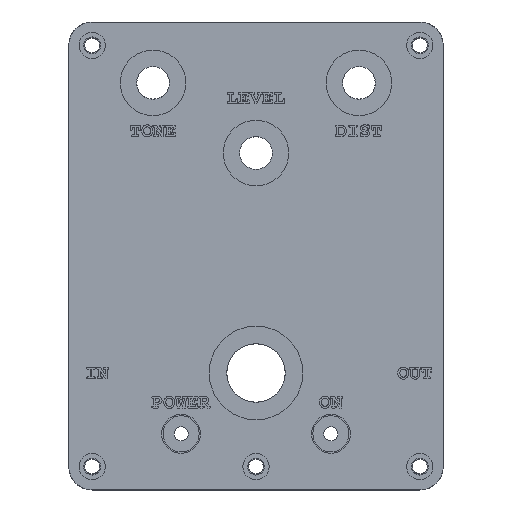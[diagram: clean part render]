
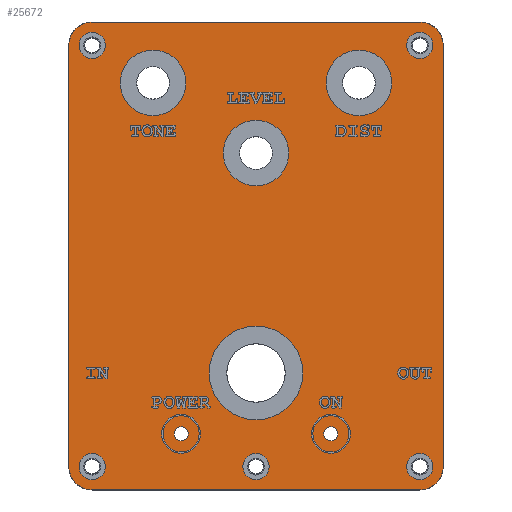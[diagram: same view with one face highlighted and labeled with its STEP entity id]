
A CAD part, top view. The second image highlights one B-rep face of the part: STEP entity #25672.
In plain terms, the highlighted planar face has unit normal (0, 0, 1).
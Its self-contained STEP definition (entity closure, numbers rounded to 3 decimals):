
#25672 = ADVANCED_FACE('',(#25673,#25807,#25818,#25829,#25840,#25851,
    #25862,#25873,#25884,#25895,#25906,#25917),#25928,.T.);
#25673 = FACE_BOUND('',#25674,.F.);
#25674 = EDGE_LOOP('',(#25675,#25686,#25694,#25702,#25710,#25719,#25727,
    #25735,#25743,#25752,#25760,#25768,#25776,#25785,#25793,#25801));
#25675 = ORIENTED_EDGE('',*,*,#25676,.T.);
#25676 = EDGE_CURVE('',#25677,#25679,#25681,.T.);
#25677 = VERTEX_POINT('',#25678);
#25678 = CARTESIAN_POINT('',(0.002,-4.782,1.56));
#25679 = VERTEX_POINT('',#25680);
#25680 = CARTESIAN_POINT('',(4.782,-0.002,1.56));
#25681 = CIRCLE('',#25682,5.002);
#25682 = AXIS2_PLACEMENT_3D('',#25683,#25684,#25685);
#25683 = CARTESIAN_POINT('',(5.,-5.,1.56));
#25684 = DIRECTION('',(0.,0.,-1.));
#25685 = DIRECTION('',(-0.999,0.044,0.));
#25686 = ORIENTED_EDGE('',*,*,#25687,.T.);
#25687 = EDGE_CURVE('',#25679,#25688,#25690,.T.);
#25688 = VERTEX_POINT('',#25689);
#25689 = CARTESIAN_POINT('',(5.,-0.,1.56));
#25690 = LINE('',#25691,#25692);
#25691 = CARTESIAN_POINT('',(4.782,-0.002,1.56));
#25692 = VECTOR('',#25693,1.);
#25693 = DIRECTION('',(1.,0.011,0.));
#25694 = ORIENTED_EDGE('',*,*,#25695,.T.);
#25695 = EDGE_CURVE('',#25688,#25696,#25698,.T.);
#25696 = VERTEX_POINT('',#25697);
#25697 = CARTESIAN_POINT('',(75.,-0.,1.56));
#25698 = LINE('',#25699,#25700);
#25699 = CARTESIAN_POINT('',(5.,-0.,1.56));
#25700 = VECTOR('',#25701,1.);
#25701 = DIRECTION('',(1.,0.,0.));
#25702 = ORIENTED_EDGE('',*,*,#25703,.T.);
#25703 = EDGE_CURVE('',#25696,#25704,#25706,.T.);
#25704 = VERTEX_POINT('',#25705);
#25705 = CARTESIAN_POINT('',(75.218,-0.002,1.56));
#25706 = LINE('',#25707,#25708);
#25707 = CARTESIAN_POINT('',(75.,-0.,1.56));
#25708 = VECTOR('',#25709,1.);
#25709 = DIRECTION('',(1.,-0.011,0.));
#25710 = ORIENTED_EDGE('',*,*,#25711,.T.);
#25711 = EDGE_CURVE('',#25704,#25712,#25714,.T.);
#25712 = VERTEX_POINT('',#25713);
#25713 = CARTESIAN_POINT('',(79.998,-4.782,1.56));
#25714 = CIRCLE('',#25715,5.002);
#25715 = AXIS2_PLACEMENT_3D('',#25716,#25717,#25718);
#25716 = CARTESIAN_POINT('',(75.,-5.,1.56));
#25717 = DIRECTION('',(0.,0.,-1.));
#25718 = DIRECTION('',(0.044,0.999,0.));
#25719 = ORIENTED_EDGE('',*,*,#25720,.T.);
#25720 = EDGE_CURVE('',#25712,#25721,#25723,.T.);
#25721 = VERTEX_POINT('',#25722);
#25722 = CARTESIAN_POINT('',(80.,-5.,1.56));
#25723 = LINE('',#25724,#25725);
#25724 = CARTESIAN_POINT('',(79.998,-4.782,1.56));
#25725 = VECTOR('',#25726,1.);
#25726 = DIRECTION('',(0.011,-1.,0.));
#25727 = ORIENTED_EDGE('',*,*,#25728,.T.);
#25728 = EDGE_CURVE('',#25721,#25729,#25731,.T.);
#25729 = VERTEX_POINT('',#25730);
#25730 = CARTESIAN_POINT('',(80.,-95.,1.56));
#25731 = LINE('',#25732,#25733);
#25732 = CARTESIAN_POINT('',(80.,-5.,1.56));
#25733 = VECTOR('',#25734,1.);
#25734 = DIRECTION('',(0.,-1.,0.));
#25735 = ORIENTED_EDGE('',*,*,#25736,.T.);
#25736 = EDGE_CURVE('',#25729,#25737,#25739,.T.);
#25737 = VERTEX_POINT('',#25738);
#25738 = CARTESIAN_POINT('',(79.998,-95.218,1.56));
#25739 = LINE('',#25740,#25741);
#25740 = CARTESIAN_POINT('',(80.,-95.,1.56));
#25741 = VECTOR('',#25742,1.);
#25742 = DIRECTION('',(-0.011,-1.,0.));
#25743 = ORIENTED_EDGE('',*,*,#25744,.T.);
#25744 = EDGE_CURVE('',#25737,#25745,#25747,.T.);
#25745 = VERTEX_POINT('',#25746);
#25746 = CARTESIAN_POINT('',(75.218,-99.998,1.56));
#25747 = CIRCLE('',#25748,5.002);
#25748 = AXIS2_PLACEMENT_3D('',#25749,#25750,#25751);
#25749 = CARTESIAN_POINT('',(75.,-95.,1.56));
#25750 = DIRECTION('',(0.,0.,-1.));
#25751 = DIRECTION('',(0.999,-0.044,0.));
#25752 = ORIENTED_EDGE('',*,*,#25753,.T.);
#25753 = EDGE_CURVE('',#25745,#25754,#25756,.T.);
#25754 = VERTEX_POINT('',#25755);
#25755 = CARTESIAN_POINT('',(75.,-100.,1.56));
#25756 = LINE('',#25757,#25758);
#25757 = CARTESIAN_POINT('',(75.218,-99.998,1.56));
#25758 = VECTOR('',#25759,1.);
#25759 = DIRECTION('',(-1.,-0.011,0.));
#25760 = ORIENTED_EDGE('',*,*,#25761,.T.);
#25761 = EDGE_CURVE('',#25754,#25762,#25764,.T.);
#25762 = VERTEX_POINT('',#25763);
#25763 = CARTESIAN_POINT('',(5.,-100.,1.56));
#25764 = LINE('',#25765,#25766);
#25765 = CARTESIAN_POINT('',(75.,-100.,1.56));
#25766 = VECTOR('',#25767,1.);
#25767 = DIRECTION('',(-1.,0.,0.));
#25768 = ORIENTED_EDGE('',*,*,#25769,.T.);
#25769 = EDGE_CURVE('',#25762,#25770,#25772,.T.);
#25770 = VERTEX_POINT('',#25771);
#25771 = CARTESIAN_POINT('',(4.782,-99.998,1.56));
#25772 = LINE('',#25773,#25774);
#25773 = CARTESIAN_POINT('',(5.,-100.,1.56));
#25774 = VECTOR('',#25775,1.);
#25775 = DIRECTION('',(-1.,0.011,0.));
#25776 = ORIENTED_EDGE('',*,*,#25777,.T.);
#25777 = EDGE_CURVE('',#25770,#25778,#25780,.T.);
#25778 = VERTEX_POINT('',#25779);
#25779 = CARTESIAN_POINT('',(0.002,-95.218,1.56));
#25780 = CIRCLE('',#25781,5.002);
#25781 = AXIS2_PLACEMENT_3D('',#25782,#25783,#25784);
#25782 = CARTESIAN_POINT('',(5.,-95.,1.56));
#25783 = DIRECTION('',(0.,0.,-1.));
#25784 = DIRECTION('',(-0.044,-0.999,-0.));
#25785 = ORIENTED_EDGE('',*,*,#25786,.T.);
#25786 = EDGE_CURVE('',#25778,#25787,#25789,.T.);
#25787 = VERTEX_POINT('',#25788);
#25788 = CARTESIAN_POINT('',(0.,-95.,1.56));
#25789 = LINE('',#25790,#25791);
#25790 = CARTESIAN_POINT('',(0.002,-95.218,1.56));
#25791 = VECTOR('',#25792,1.);
#25792 = DIRECTION('',(-0.011,1.,0.));
#25793 = ORIENTED_EDGE('',*,*,#25794,.T.);
#25794 = EDGE_CURVE('',#25787,#25795,#25797,.T.);
#25795 = VERTEX_POINT('',#25796);
#25796 = CARTESIAN_POINT('',(0.,-5.,1.56));
#25797 = LINE('',#25798,#25799);
#25798 = CARTESIAN_POINT('',(0.,-95.,1.56));
#25799 = VECTOR('',#25800,1.);
#25800 = DIRECTION('',(0.,1.,0.));
#25801 = ORIENTED_EDGE('',*,*,#25802,.T.);
#25802 = EDGE_CURVE('',#25795,#25677,#25803,.T.);
#25803 = LINE('',#25804,#25805);
#25804 = CARTESIAN_POINT('',(0.,-5.,1.56));
#25805 = VECTOR('',#25806,1.);
#25806 = DIRECTION('',(0.011,1.,0.));
#25807 = FACE_BOUND('',#25808,.F.);
#25808 = EDGE_LOOP('',(#25809));
#25809 = ORIENTED_EDGE('',*,*,#25810,.T.);
#25810 = EDGE_CURVE('',#25811,#25811,#25813,.T.);
#25811 = VERTEX_POINT('',#25812);
#25812 = CARTESIAN_POINT('',(7.8,-95.,1.56));
#25813 = CIRCLE('',#25814,2.8);
#25814 = AXIS2_PLACEMENT_3D('',#25815,#25816,#25817);
#25815 = CARTESIAN_POINT('',(5.,-95.,1.56));
#25816 = DIRECTION('',(0.,0.,1.));
#25817 = DIRECTION('',(1.,0.,-0.));
#25818 = FACE_BOUND('',#25819,.F.);
#25819 = EDGE_LOOP('',(#25820));
#25820 = ORIENTED_EDGE('',*,*,#25821,.T.);
#25821 = EDGE_CURVE('',#25822,#25822,#25824,.T.);
#25822 = VERTEX_POINT('',#25823);
#25823 = CARTESIAN_POINT('',(42.8,-95.,1.56));
#25824 = CIRCLE('',#25825,2.8);
#25825 = AXIS2_PLACEMENT_3D('',#25826,#25827,#25828);
#25826 = CARTESIAN_POINT('',(40.,-95.,1.56));
#25827 = DIRECTION('',(0.,0.,1.));
#25828 = DIRECTION('',(1.,0.,-0.));
#25829 = FACE_BOUND('',#25830,.F.);
#25830 = EDGE_LOOP('',(#25831));
#25831 = ORIENTED_EDGE('',*,*,#25832,.T.);
#25832 = EDGE_CURVE('',#25833,#25833,#25835,.T.);
#25833 = VERTEX_POINT('',#25834);
#25834 = CARTESIAN_POINT('',(77.8,-95.,1.56));
#25835 = CIRCLE('',#25836,2.8);
#25836 = AXIS2_PLACEMENT_3D('',#25837,#25838,#25839);
#25837 = CARTESIAN_POINT('',(75.,-95.,1.56));
#25838 = DIRECTION('',(0.,0.,1.));
#25839 = DIRECTION('',(1.,0.,-0.));
#25840 = FACE_BOUND('',#25841,.F.);
#25841 = EDGE_LOOP('',(#25842));
#25842 = ORIENTED_EDGE('',*,*,#25843,.T.);
#25843 = EDGE_CURVE('',#25844,#25844,#25846,.T.);
#25844 = VERTEX_POINT('',#25845);
#25845 = CARTESIAN_POINT('',(25.5,-88.,1.56));
#25846 = CIRCLE('',#25847,1.5);
#25847 = AXIS2_PLACEMENT_3D('',#25848,#25849,#25850);
#25848 = CARTESIAN_POINT('',(24.,-88.,1.56));
#25849 = DIRECTION('',(0.,0.,1.));
#25850 = DIRECTION('',(1.,0.,-0.));
#25851 = FACE_BOUND('',#25852,.F.);
#25852 = EDGE_LOOP('',(#25853));
#25853 = ORIENTED_EDGE('',*,*,#25854,.T.);
#25854 = EDGE_CURVE('',#25855,#25855,#25857,.T.);
#25855 = VERTEX_POINT('',#25856);
#25856 = CARTESIAN_POINT('',(57.5,-88.,1.56));
#25857 = CIRCLE('',#25858,1.5);
#25858 = AXIS2_PLACEMENT_3D('',#25859,#25860,#25861);
#25859 = CARTESIAN_POINT('',(56.,-88.,1.56));
#25860 = DIRECTION('',(0.,0.,1.));
#25861 = DIRECTION('',(1.,0.,-0.));
#25862 = FACE_BOUND('',#25863,.F.);
#25863 = EDGE_LOOP('',(#25864));
#25864 = ORIENTED_EDGE('',*,*,#25865,.T.);
#25865 = EDGE_CURVE('',#25866,#25866,#25868,.T.);
#25866 = VERTEX_POINT('',#25867);
#25867 = CARTESIAN_POINT('',(50.,-75.,1.56));
#25868 = CIRCLE('',#25869,10.);
#25869 = AXIS2_PLACEMENT_3D('',#25870,#25871,#25872);
#25870 = CARTESIAN_POINT('',(40.,-75.,1.56));
#25871 = DIRECTION('',(0.,0.,1.));
#25872 = DIRECTION('',(1.,0.,-0.));
#25873 = FACE_BOUND('',#25874,.F.);
#25874 = EDGE_LOOP('',(#25875));
#25875 = ORIENTED_EDGE('',*,*,#25876,.T.);
#25876 = EDGE_CURVE('',#25877,#25877,#25879,.T.);
#25877 = VERTEX_POINT('',#25878);
#25878 = CARTESIAN_POINT('',(47.,-28.,1.56));
#25879 = CIRCLE('',#25880,7.);
#25880 = AXIS2_PLACEMENT_3D('',#25881,#25882,#25883);
#25881 = CARTESIAN_POINT('',(40.,-28.,1.56));
#25882 = DIRECTION('',(0.,0.,1.));
#25883 = DIRECTION('',(1.,0.,-0.));
#25884 = FACE_BOUND('',#25885,.F.);
#25885 = EDGE_LOOP('',(#25886));
#25886 = ORIENTED_EDGE('',*,*,#25887,.T.);
#25887 = EDGE_CURVE('',#25888,#25888,#25890,.T.);
#25888 = VERTEX_POINT('',#25889);
#25889 = CARTESIAN_POINT('',(25.,-13.,1.56));
#25890 = CIRCLE('',#25891,7.);
#25891 = AXIS2_PLACEMENT_3D('',#25892,#25893,#25894);
#25892 = CARTESIAN_POINT('',(18.,-13.,1.56));
#25893 = DIRECTION('',(0.,0.,1.));
#25894 = DIRECTION('',(1.,0.,-0.));
#25895 = FACE_BOUND('',#25896,.F.);
#25896 = EDGE_LOOP('',(#25897));
#25897 = ORIENTED_EDGE('',*,*,#25898,.T.);
#25898 = EDGE_CURVE('',#25899,#25899,#25901,.T.);
#25899 = VERTEX_POINT('',#25900);
#25900 = CARTESIAN_POINT('',(69.,-13.,1.56));
#25901 = CIRCLE('',#25902,7.);
#25902 = AXIS2_PLACEMENT_3D('',#25903,#25904,#25905);
#25903 = CARTESIAN_POINT('',(62.,-13.,1.56));
#25904 = DIRECTION('',(0.,0.,1.));
#25905 = DIRECTION('',(1.,0.,-0.));
#25906 = FACE_BOUND('',#25907,.F.);
#25907 = EDGE_LOOP('',(#25908));
#25908 = ORIENTED_EDGE('',*,*,#25909,.T.);
#25909 = EDGE_CURVE('',#25910,#25910,#25912,.T.);
#25910 = VERTEX_POINT('',#25911);
#25911 = CARTESIAN_POINT('',(7.8,-5.,1.56));
#25912 = CIRCLE('',#25913,2.8);
#25913 = AXIS2_PLACEMENT_3D('',#25914,#25915,#25916);
#25914 = CARTESIAN_POINT('',(5.,-5.,1.56));
#25915 = DIRECTION('',(0.,0.,1.));
#25916 = DIRECTION('',(1.,0.,-0.));
#25917 = FACE_BOUND('',#25918,.F.);
#25918 = EDGE_LOOP('',(#25919));
#25919 = ORIENTED_EDGE('',*,*,#25920,.T.);
#25920 = EDGE_CURVE('',#25921,#25921,#25923,.T.);
#25921 = VERTEX_POINT('',#25922);
#25922 = CARTESIAN_POINT('',(77.8,-5.,1.56));
#25923 = CIRCLE('',#25924,2.8);
#25924 = AXIS2_PLACEMENT_3D('',#25925,#25926,#25927);
#25925 = CARTESIAN_POINT('',(75.,-5.,1.56));
#25926 = DIRECTION('',(0.,0.,1.));
#25927 = DIRECTION('',(1.,0.,-0.));
#25928 = PLANE('',#25929);
#25929 = AXIS2_PLACEMENT_3D('',#25930,#25931,#25932);
#25930 = CARTESIAN_POINT('',(0.,0.,1.56));
#25931 = DIRECTION('',(0.,0.,1.));
#25932 = DIRECTION('',(1.,0.,-0.));
